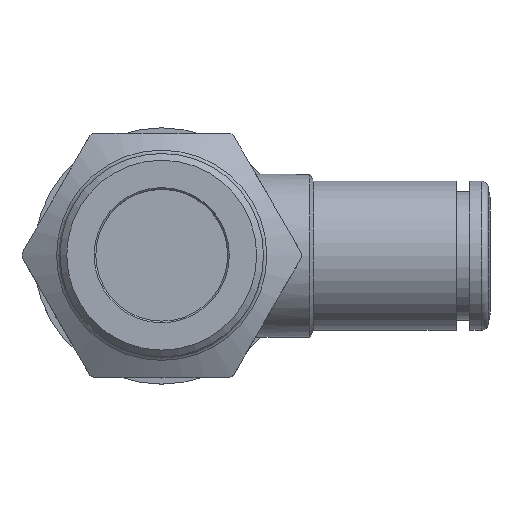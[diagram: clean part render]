
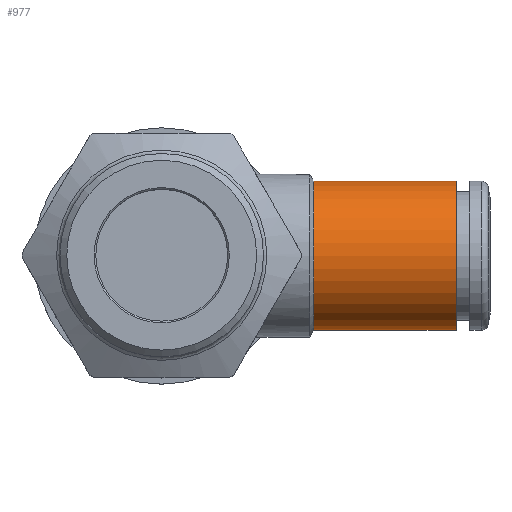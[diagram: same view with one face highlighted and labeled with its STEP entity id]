
A CAD part, top view. The second image highlights one B-rep face of the part: STEP entity #977.
In plain terms, the highlighted cylindrical face has radius 5.5 mm (diameter 11 mm), a full revolution.
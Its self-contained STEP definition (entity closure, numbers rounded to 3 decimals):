
#89=CYLINDRICAL_SURFACE('',#1126,5.5);
#163=FACE_BOUND('',#361,.T.);
#239=FACE_OUTER_BOUND('',#360,.T.);
#360=EDGE_LOOP('',(#865));
#361=EDGE_LOOP('',(#866));
#453=CIRCLE('',#1125,5.5);
#454=CIRCLE('',#1127,5.5);
#546=VERTEX_POINT('',#3093);
#547=VERTEX_POINT('',#3096);
#657=EDGE_CURVE('',#546,#546,#453,.T.);
#658=EDGE_CURVE('',#547,#547,#454,.T.);
#865=ORIENTED_EDGE('',*,*,#658,.F.);
#866=ORIENTED_EDGE('',*,*,#657,.T.);
#977=ADVANCED_FACE('',(#239,#163),#89,.T.);
#1125=AXIS2_PLACEMENT_3D('',#3094,#1424,#1425);
#1126=AXIS2_PLACEMENT_3D('',#3095,#1426,#1427);
#1127=AXIS2_PLACEMENT_3D('',#3097,#1428,#1429);
#1424=DIRECTION('center_axis',(1.,0.,0.));
#1425=DIRECTION('ref_axis',(0.,0.,-1.));
#1426=DIRECTION('center_axis',(-1.,0.,0.));
#1427=DIRECTION('ref_axis',(0.,0.,-1.));
#1428=DIRECTION('center_axis',(1.,0.,0.));
#1429=DIRECTION('ref_axis',(0.,0.,-1.));
#3093=CARTESIAN_POINT('',(48.973,-69.131,36.899));
#3094=CARTESIAN_POINT('Origin',(48.973,-69.131,42.399));
#3095=CARTESIAN_POINT('Origin',(59.473,-69.131,42.399));
#3096=CARTESIAN_POINT('',(59.473,-69.131,36.899));
#3097=CARTESIAN_POINT('Origin',(59.473,-69.131,42.399));
